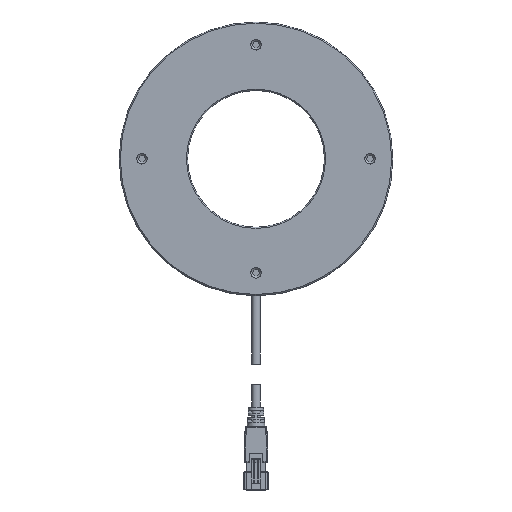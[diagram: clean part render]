
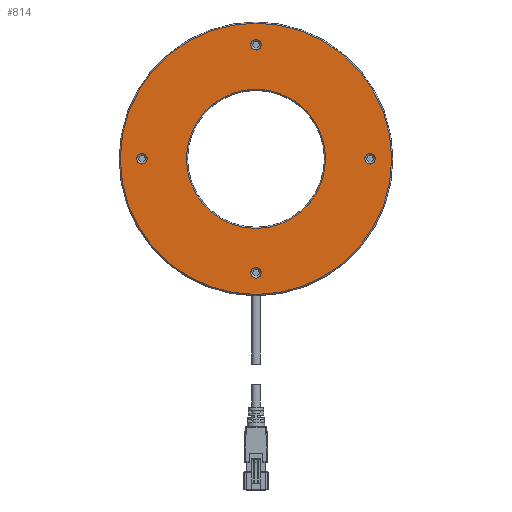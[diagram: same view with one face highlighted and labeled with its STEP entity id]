
A CAD part, top view. The second image highlights one B-rep face of the part: STEP entity #814.
In plain terms, the highlighted planar face has unit normal (0, 0, 1).
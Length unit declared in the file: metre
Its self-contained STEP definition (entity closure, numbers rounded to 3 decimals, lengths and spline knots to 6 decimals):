
#814=ADVANCED_FACE('1811:2251',(#3204,#3205,#3206,#3207,#3208,#3209),#3210,.T.);
#3204=FACE_BOUND('',#6639,.T.);
#3205=FACE_BOUND('',#6640,.T.);
#3206=FACE_OUTER_BOUND('',#6641,.T.);
#3207=FACE_BOUND('',#6642,.T.);
#3208=FACE_BOUND('',#6643,.T.);
#3209=FACE_BOUND('',#6644,.T.);
#3210=PLANE('',#6645);
#6639=EDGE_LOOP('',(#15191,#15192));
#6640=EDGE_LOOP('',(#15193,#15194));
#6641=EDGE_LOOP('',(#15195,#15196));
#6642=EDGE_LOOP('',(#15197,#15198));
#6643=EDGE_LOOP('',(#15199,#15200));
#6644=EDGE_LOOP('',(#15201,#15202));
#6645=AXIS2_PLACEMENT_3D('',#15203,#15204,#15205);
#15191=ORIENTED_EDGE('',*,*,#24758,.F.);
#15192=ORIENTED_EDGE('',*,*,#24995,.F.);
#15193=ORIENTED_EDGE('',*,*,#24774,.F.);
#15194=ORIENTED_EDGE('',*,*,#24993,.F.);
#15195=ORIENTED_EDGE('',*,*,#24797,.F.);
#15196=ORIENTED_EDGE('',*,*,#24989,.F.);
#15197=ORIENTED_EDGE('',*,*,#24782,.F.);
#15198=ORIENTED_EDGE('',*,*,#24992,.F.);
#15199=ORIENTED_EDGE('',*,*,#24766,.F.);
#15200=ORIENTED_EDGE('',*,*,#24994,.F.);
#15201=ORIENTED_EDGE('',*,*,#24750,.F.);
#15202=ORIENTED_EDGE('',*,*,#24996,.F.);
#15203=CARTESIAN_POINT('',(0.0,0.,0.025));
#15204=DIRECTION('',(0.0,0.0,1.0));
#15205=DIRECTION('',(1.0,0.0,0.0));
#24750=EDGE_CURVE('1811:4456',#30736,#30732,#30738,.T.);
#24758=EDGE_CURVE('1811:4450',#30750,#30746,#30752,.T.);
#24766=EDGE_CURVE('1811:4444',#30764,#30760,#30766,.T.);
#24774=EDGE_CURVE('1811:4438',#30778,#30774,#30780,.T.);
#24782=EDGE_CURVE('1811:4432',#30792,#30788,#30794,.T.);
#24797=EDGE_CURVE('1811:4417',#30817,#30814,#30819,.T.);
#24989=EDGE_CURVE('1811:4417',#30814,#30817,#31109,.T.);
#24992=EDGE_CURVE('1811:4432',#30788,#30792,#31112,.T.);
#24993=EDGE_CURVE('1811:4438',#30774,#30778,#31113,.T.);
#24994=EDGE_CURVE('1811:4444',#30760,#30764,#31114,.T.);
#24995=EDGE_CURVE('1811:4450',#30746,#30750,#31115,.T.);
#24996=EDGE_CURVE('1811:4456',#30732,#30736,#31116,.T.);
#30732=VERTEX_POINT('',#49302);
#30736=VERTEX_POINT('',#49307);
#30738=CIRCLE('',#49310,0.0023);
#30746=VERTEX_POINT('',#49320);
#30750=VERTEX_POINT('',#49325);
#30752=CIRCLE('',#49328,0.0023);
#30760=VERTEX_POINT('',#49338);
#30764=VERTEX_POINT('',#49343);
#30766=CIRCLE('',#49346,0.0023);
#30774=VERTEX_POINT('',#49356);
#30778=VERTEX_POINT('',#49361);
#30780=CIRCLE('',#49364,0.0023);
#30788=VERTEX_POINT('',#49374);
#30792=VERTEX_POINT('',#49379);
#30794=CIRCLE('',#49382,0.0305);
#30814=VERTEX_POINT('',#49408);
#30817=VERTEX_POINT('',#49412);
#30819=CIRCLE('',#49415,0.0595);
#31109=CIRCLE('',#49893,0.0595);
#31112=CIRCLE('',#49896,0.0305);
#31113=CIRCLE('',#49897,0.0023);
#31114=CIRCLE('',#49898,0.0023);
#31115=CIRCLE('',#49899,0.0023);
#31116=CIRCLE('',#49900,0.0023);
#49302=CARTESIAN_POINT('',(-0.0023,0.05,0.025));
#49307=CARTESIAN_POINT('',(0.0023,0.05,0.025));
#49310=AXIS2_PLACEMENT_3D('',#59967,#59968,#59969);
#49320=CARTESIAN_POINT('',(0.0477,0.,0.025));
#49325=CARTESIAN_POINT('',(0.0523,0.,0.025));
#49328=AXIS2_PLACEMENT_3D('',#59983,#59984,#59985);
#49338=CARTESIAN_POINT('',(-0.0023,-0.05,0.025));
#49343=CARTESIAN_POINT('',(0.0023,-0.05,0.025));
#49346=AXIS2_PLACEMENT_3D('',#59999,#60000,#60001);
#49356=CARTESIAN_POINT('',(-0.0523,0.,0.025));
#49361=CARTESIAN_POINT('',(-0.0477,0.,0.025));
#49364=AXIS2_PLACEMENT_3D('',#60015,#60016,#60017);
#49374=CARTESIAN_POINT('',(-0.0305,0.,0.025));
#49379=CARTESIAN_POINT('',(0.0305,0.,0.025));
#49382=AXIS2_PLACEMENT_3D('',#60031,#60032,#60033);
#49408=CARTESIAN_POINT('',(-0.0595,0.,0.025));
#49412=CARTESIAN_POINT('',(0.0595,0.,0.025));
#49415=AXIS2_PLACEMENT_3D('',#60060,#60061,#60062);
#49893=AXIS2_PLACEMENT_3D('',#60434,#60435,#60436);
#49896=AXIS2_PLACEMENT_3D('',#60443,#60444,#60445);
#49897=AXIS2_PLACEMENT_3D('',#60446,#60447,#60448);
#49898=AXIS2_PLACEMENT_3D('',#60449,#60450,#60451);
#49899=AXIS2_PLACEMENT_3D('',#60452,#60453,#60454);
#49900=AXIS2_PLACEMENT_3D('',#60455,#60456,#60457);
#59967=CARTESIAN_POINT('',(0.,0.05,0.025));
#59968=DIRECTION('',(0.0,0.0,1.0));
#59969=DIRECTION('',(-1.0,0.0,0.0));
#59983=CARTESIAN_POINT('',(0.05,0.,0.025));
#59984=DIRECTION('',(0.0,0.0,1.0));
#59985=DIRECTION('',(-1.0,0.0,0.0));
#59999=CARTESIAN_POINT('',(0.,-0.05,0.025));
#60000=DIRECTION('',(0.0,0.0,1.0));
#60001=DIRECTION('',(-1.0,0.0,0.0));
#60015=CARTESIAN_POINT('',(-0.05,0.,0.025));
#60016=DIRECTION('',(0.0,0.0,1.0));
#60017=DIRECTION('',(-1.0,0.0,0.0));
#60031=CARTESIAN_POINT('',(0.0,0.0,0.025));
#60032=DIRECTION('',(0.0,0.0,1.0));
#60033=DIRECTION('',(-1.0,0.0,0.0));
#60060=CARTESIAN_POINT('',(0.0,0.0,0.025));
#60061=DIRECTION('',(-0.0,0.0,-1.0));
#60062=DIRECTION('',(-1.0,0.0,0.0));
#60434=CARTESIAN_POINT('',(0.0,0.0,0.025));
#60435=DIRECTION('',(-0.0,0.0,-1.0));
#60436=DIRECTION('',(-1.0,0.0,0.0));
#60443=CARTESIAN_POINT('',(0.0,0.0,0.025));
#60444=DIRECTION('',(0.0,0.0,1.0));
#60445=DIRECTION('',(-1.0,0.0,0.0));
#60446=CARTESIAN_POINT('',(-0.05,0.,0.025));
#60447=DIRECTION('',(0.0,0.0,1.0));
#60448=DIRECTION('',(-1.0,0.0,0.0));
#60449=CARTESIAN_POINT('',(0.,-0.05,0.025));
#60450=DIRECTION('',(0.0,0.0,1.0));
#60451=DIRECTION('',(-1.0,0.0,0.0));
#60452=CARTESIAN_POINT('',(0.05,0.,0.025));
#60453=DIRECTION('',(0.0,0.0,1.0));
#60454=DIRECTION('',(-1.0,0.0,0.0));
#60455=CARTESIAN_POINT('',(0.,0.05,0.025));
#60456=DIRECTION('',(0.0,0.0,1.0));
#60457=DIRECTION('',(-1.0,0.0,0.0));
